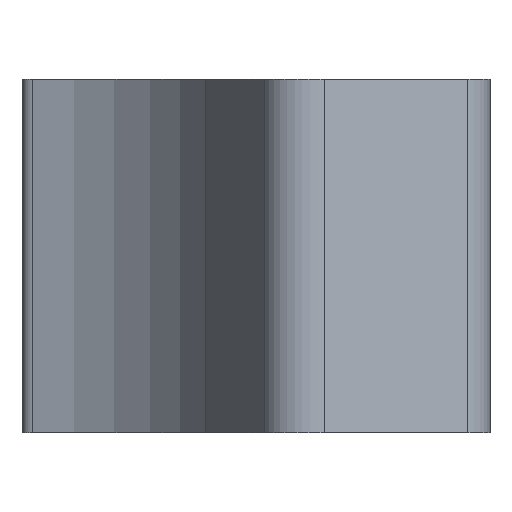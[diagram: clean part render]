
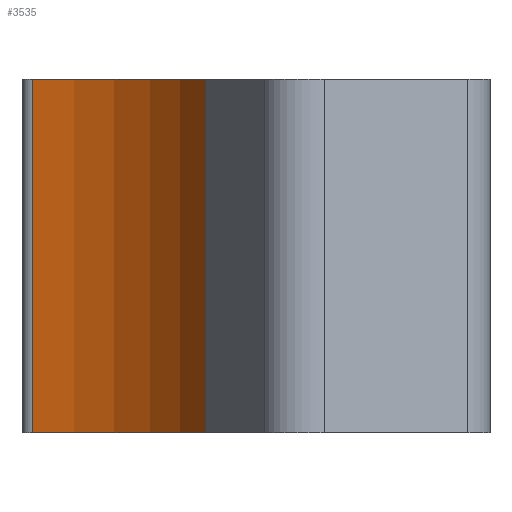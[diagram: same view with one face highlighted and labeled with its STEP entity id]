
A CAD part, left-side view. The second image highlights one B-rep face of the part: STEP entity #3535.
In plain terms, the highlighted cylindrical face has radius 20 mm (diameter 40 mm), a partial arc.
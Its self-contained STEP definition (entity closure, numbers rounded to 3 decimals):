
#95=CYLINDRICAL_SURFACE('',#3863,20.);
#140=CIRCLE('',#3731,20.);
#176=CIRCLE('',#3776,20.);
#480=FACE_OUTER_BOUND('',#709,.T.);
#709=EDGE_LOOP('',(#2872,#2873,#2874,#2875));
#1029=LINE('',#6332,#1336);
#1030=LINE('',#6334,#1337);
#1336=VECTOR('',#4535,1000.);
#1337=VECTOR('',#4538,1000.);
#1525=VERTEX_POINT('',#5152);
#1526=VERTEX_POINT('',#5153);
#1579=VERTEX_POINT('',#5276);
#1580=VERTEX_POINT('',#5278);
#1907=EDGE_CURVE('',#1525,#1526,#140,.T.);
#1969=EDGE_CURVE('',#1580,#1579,#176,.T.);
#2150=EDGE_CURVE('',#1525,#1580,#1029,.T.);
#2151=EDGE_CURVE('',#1579,#1526,#1030,.T.);
#2872=ORIENTED_EDGE('',*,*,#1969,.T.);
#2873=ORIENTED_EDGE('',*,*,#2151,.T.);
#2874=ORIENTED_EDGE('',*,*,#1907,.F.);
#2875=ORIENTED_EDGE('',*,*,#2150,.T.);
#3535=ADVANCED_FACE('',(#480),#95,.F.);
#3731=AXIS2_PLACEMENT_3D('',#5154,#4156,#4157);
#3776=AXIS2_PLACEMENT_3D('',#5279,#4272,#4273);
#3863=AXIS2_PLACEMENT_3D('',#6333,#4536,#4537);
#4156=DIRECTION('center_axis',(0.,0.,1.));
#4157=DIRECTION('ref_axis',(-1.,0.,0.));
#4272=DIRECTION('center_axis',(0.,0.,1.));
#4273=DIRECTION('ref_axis',(-1.,0.,0.));
#4535=DIRECTION('',(0.,0.,1.));
#4536=DIRECTION('center_axis',(0.,0.,1.));
#4537=DIRECTION('ref_axis',(1.,0.,0.));
#4538=DIRECTION('',(0.,0.,-1.));
#5152=CARTESIAN_POINT('',(-27.35,-5.033,-33.8));
#5153=CARTESIAN_POINT('',(-17.678,8.68,-33.8));
#5154=CARTESIAN_POINT('Origin',(-37.35,12.287,-33.8));
#5276=CARTESIAN_POINT('',(-17.678,8.68,-5.8));
#5278=CARTESIAN_POINT('',(-27.35,-5.033,-5.8));
#5279=CARTESIAN_POINT('Origin',(-37.35,12.287,-5.8));
#6332=CARTESIAN_POINT('',(-27.35,-5.033,-33.8));
#6333=CARTESIAN_POINT('Origin',(-37.35,12.287,-33.8));
#6334=CARTESIAN_POINT('',(-17.678,8.68,-33.8));
